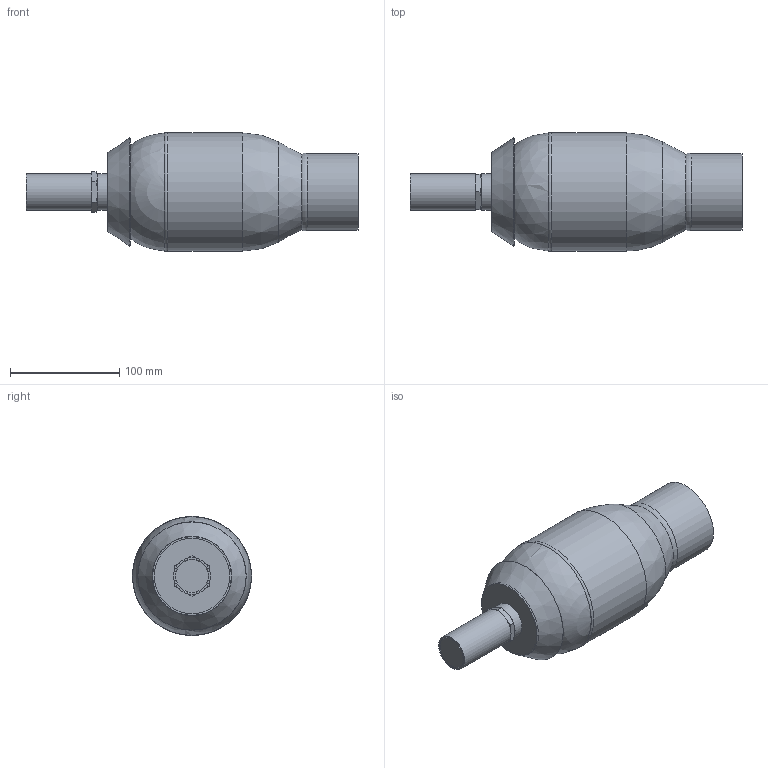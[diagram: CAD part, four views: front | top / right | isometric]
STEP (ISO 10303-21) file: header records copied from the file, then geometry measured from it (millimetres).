
FILE_DESCRIPTION((''),'2;1');
FILE_NAME('EBV_1L_40_00.stp','2011-03-04T13:56:31',('laurent.simeon'),(''),'Autodesk Inventor 2011','Autodesk Inventor 2011','');
FILE_SCHEMA(('AUTOMOTIVE_DESIGN { 1 0 10303 214 1 1 1 1 }'));
Length unit declared in the file: millimetre
Products named in the file (17): EBV_1L_40_00; CA109296-01200; PIECE1; PARTIE CYLINDRIQUE; SOUDURE; SOUDURE2; CB105679-01200; EC102958-01200; BP102851-01200; BOUCHON DE PROTECTION; BOUCHON PLASTIQUE; RI109116-01200; PF109358-05200
Assembly tree (16 placements, depth 4):
  EBV_1L_40_00
    CA109296-01200
      PIECE1
      PARTIE CYLINDRIQUE
      SOUDURE
      SOUDURE2
      CB105679-01200
        CB105679-01200
    EC102958-01200
      EC102958-01200
    BP102851-01200
      BOUCHON DE PROTECTION
      BOUCHON PLASTIQUE
    RI109116-01200
      RI109116-01200
    PF109358-05200
      PF109358-05200
Bounding box: 303.51 x 108.93 x 108.93 mm (x, y, z)
Volume: 307039.6 mm3; surface area: 186504.8 mm2
Topology: 10 solids, 10 shells, 91 faces, 184 edges, 117 vertices
Faces by surface type: plane 29, cone 28, cylinder 23, torus 6, bspline 3, sphere 2
Full cylindrical faces by diameter (mm): 20.68 x1, 22.5 x1, 22.52 x1, 25 x1, 29.5 x1, 29.9 x2, 31 x1, 33 x1, 33.7 x1, 50.6 x1, 55.2 x2, 56.656 x1, 58.7 x1, 60.2 x1, 62 x2, 70 x1, 100 x1, 108 x1
Entity records: 2536 total; most frequent: CARTESIAN_POINT 432, DIRECTION 424, ORIENTED_EDGE 220, AXIS2_PLACEMENT_3D 205, EDGE_LOOP 166, EDGE_CURVE 110, VERTEX_POINT 96, FACE_OUTER_BOUND 91
